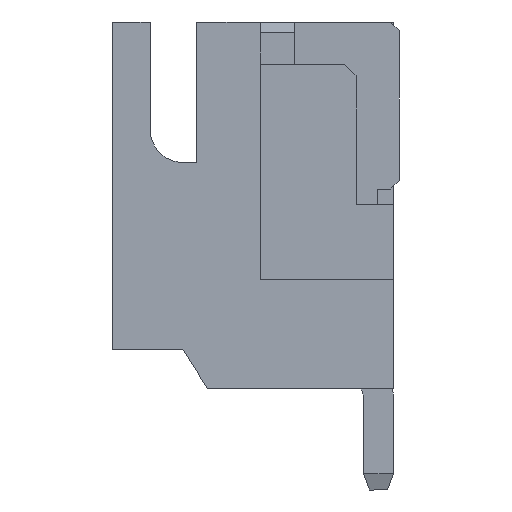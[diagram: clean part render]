
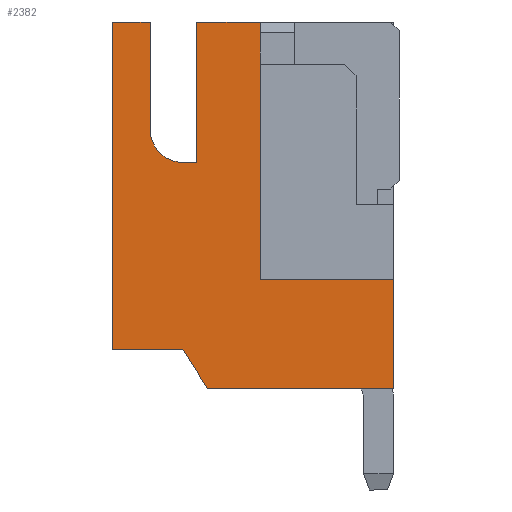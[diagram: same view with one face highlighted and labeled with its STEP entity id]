
A CAD part, left-side view. The second image highlights one B-rep face of the part: STEP entity #2382.
In plain terms, the highlighted planar face has unit normal (-1, 0, 0).
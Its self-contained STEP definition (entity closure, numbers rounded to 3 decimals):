
#21 = VERTEX_POINT ( 'NONE', #401 ) ;
#54 = ORIENTED_EDGE ( 'NONE', *, *, #1533, .F. ) ;
#69 = VERTEX_POINT ( 'NONE', #3267 ) ;
#72 = CARTESIAN_POINT ( 'NONE',  ( -5.025, 2.975, -0.5 ) ) ;
#79 = ORIENTED_EDGE ( 'NONE', *, *, #4073, .F. ) ;
#153 = LINE ( 'NONE', #3424, #3133 ) ;
#225 = LINE ( 'NONE', #575, #877 ) ;
#273 = DIRECTION ( 'NONE',  ( 0., 0., 1. ) ) ;
#277 = EDGE_CURVE ( 'NONE', #2240, #1061, #153, .T. ) ;
#371 = VECTOR ( 'NONE', #3314, 1000. ) ;
#401 = CARTESIAN_POINT ( 'NONE',  ( -5.025, 4.625, -2. ) ) ;
#417 = VERTEX_POINT ( 'NONE', #2784 ) ;
#432 = ORIENTED_EDGE ( 'NONE', *, *, #950, .F. ) ;
#455 = CARTESIAN_POINT ( 'NONE',  ( -5.025, 5.325, 2.7 ) ) ;
#502 = ORIENTED_EDGE ( 'NONE', *, *, #2759, .F. ) ;
#545 = VECTOR ( 'NONE', #3554, 1000. ) ;
#575 = CARTESIAN_POINT ( 'NONE',  ( -5.025, 6.125, 5. ) ) ;
#612 = ORIENTED_EDGE ( 'NONE', *, *, #3709, .F. ) ;
#706 = CARTESIAN_POINT ( 'NONE',  ( -5.025, 4.625, -2. ) ) ;
#768 = LINE ( 'NONE', #1137, #371 ) ;
#851 = LINE ( 'NONE', #1906, #1922 ) ;
#877 = VECTOR ( 'NONE', #273, 1000. ) ;
#950 = EDGE_CURVE ( 'NONE', #4227, #4039, #768, .T. ) ;
#965 = VERTEX_POINT ( 'NONE', #3262 ) ;
#995 = LINE ( 'NONE', #4587, #4370 ) ;
#1009 = VECTOR ( 'NONE', #3860, 1000. ) ;
#1039 = DIRECTION ( 'NONE',  ( 0., 0., -1. ) ) ;
#1061 = VERTEX_POINT ( 'NONE', #4526 ) ;
#1070 = CARTESIAN_POINT ( 'NONE',  ( -5.025, 2.975, 5. ) ) ;
#1090 = EDGE_CURVE ( 'NONE', #4595, #965, #1934, .T. ) ;
#1137 = CARTESIAN_POINT ( 'NONE',  ( -5.025, 2.975, 5. ) ) ;
#1168 = EDGE_CURVE ( 'NONE', #21, #3745, #995, .T. ) ;
#1181 = VECTOR ( 'NONE', #2530, 1000. ) ;
#1278 = CARTESIAN_POINT ( 'NONE',  ( -5.025, 4.325, 5. ) ) ;
#1389 = VECTOR ( 'NONE', #1801, 1000. ) ;
#1416 = DIRECTION ( 'NONE',  ( 0., 1., 0. ) ) ;
#1425 = LINE ( 'NONE', #3217, #4122 ) ;
#1472 = DIRECTION ( 'NONE',  ( 0., 1., 0. ) ) ;
#1474 = CARTESIAN_POINT ( 'NONE',  ( -5.025, 5.325, 5. ) ) ;
#1491 = ORIENTED_EDGE ( 'NONE', *, *, #1168, .F. ) ;
#1533 = EDGE_CURVE ( 'NONE', #3040, #3110, #1950, .T. ) ;
#1688 = ORIENTED_EDGE ( 'NONE', *, *, #3351, .F. ) ;
#1735 = CARTESIAN_POINT ( 'NONE',  ( -5.025, 4.625, 2.7 ) ) ;
#1801 = DIRECTION ( 'NONE',  ( 0., -1., 0. ) ) ;
#1906 = CARTESIAN_POINT ( 'NONE',  ( -5.025, 4.325, 2. ) ) ;
#1922 = VECTOR ( 'NONE', #3021, 1000. ) ;
#1934 = LINE ( 'NONE', #1278, #3357 ) ;
#1950 = LINE ( 'NONE', #2647, #3308 ) ;
#1955 = DIRECTION ( 'NONE',  ( 0., 0., 1. ) ) ;
#1957 = CARTESIAN_POINT ( 'NONE',  ( -5.025, 0.125, -0.5 ) ) ;
#2004 = LINE ( 'NONE', #4057, #1009 ) ;
#2074 = CARTESIAN_POINT ( 'NONE',  ( -5.025, 0., 0. ) ) ;
#2099 = EDGE_LOOP ( 'NONE', ( #1688, #4438, #2696, #612, #54, #2136, #502, #1491, #3652, #2273, #4179, #79, #432 ) ) ;
#2136 = ORIENTED_EDGE ( 'NONE', *, *, #4214, .F. ) ;
#2149 = AXIS2_PLACEMENT_3D ( 'NONE', #2074, #3871, #1039 ) ;
#2240 = VERTEX_POINT ( 'NONE', #1957 ) ;
#2273 = ORIENTED_EDGE ( 'NONE', *, *, #3634, .F. ) ;
#2320 = DIRECTION ( 'NONE',  ( 0., 0., -1. ) ) ;
#2382 = ADVANCED_FACE ( 'NONE', ( #3541 ), #4504, .T. ) ;
#2498 = LINE ( 'NONE', #1474, #1389 ) ;
#2530 = DIRECTION ( 'NONE',  ( 0., 0.537, 0.843 ) ) ;
#2605 = EDGE_CURVE ( 'NONE', #69, #4595, #851, .T. ) ;
#2647 = CARTESIAN_POINT ( 'NONE',  ( -5.025, 5.325, 2.7 ) ) ;
#2696 = ORIENTED_EDGE ( 'NONE', *, *, #2605, .F. ) ;
#2697 = AXIS2_PLACEMENT_3D ( 'NONE', #1735, #2866, #2892 ) ;
#2759 = EDGE_CURVE ( 'NONE', #3745, #417, #225, .T. ) ;
#2784 = CARTESIAN_POINT ( 'NONE',  ( -5.025, 6.125, 5. ) ) ;
#2866 = DIRECTION ( 'NONE',  ( -1., 0., 0. ) ) ;
#2885 = EDGE_CURVE ( 'NONE', #3016, #21, #3273, .T. ) ;
#2892 = DIRECTION ( 'NONE',  ( 0., 0., -1. ) ) ;
#2996 = CIRCLE ( 'NONE', #2697, 0.7 ) ;
#3015 = CARTESIAN_POINT ( 'NONE',  ( -5.025, 5.325, 5. ) ) ;
#3016 = VERTEX_POINT ( 'NONE', #3934 ) ;
#3021 = DIRECTION ( 'NONE',  ( 0., -1., 0. ) ) ;
#3040 = VERTEX_POINT ( 'NONE', #3015 ) ;
#3110 = VERTEX_POINT ( 'NONE', #455 ) ;
#3133 = VECTOR ( 'NONE', #2320, 1000. ) ;
#3217 = CARTESIAN_POINT ( 'NONE',  ( -5.025, 4.099, -2.825 ) ) ;
#3262 = CARTESIAN_POINT ( 'NONE',  ( -5.025, 4.325, 5. ) ) ;
#3267 = CARTESIAN_POINT ( 'NONE',  ( -5.025, 4.625, 2. ) ) ;
#3273 = LINE ( 'NONE', #706, #1181 ) ;
#3308 = VECTOR ( 'NONE', #4128, 1000. ) ;
#3314 = DIRECTION ( 'NONE',  ( 0., 0., -1. ) ) ;
#3351 = EDGE_CURVE ( 'NONE', #965, #4227, #4325, .T. ) ;
#3357 = VECTOR ( 'NONE', #1955, 1000. ) ;
#3424 = CARTESIAN_POINT ( 'NONE',  ( -5.025, 0.125, -2.825 ) ) ;
#3439 = CARTESIAN_POINT ( 'NONE',  ( -5.025, 4.325, 2. ) ) ;
#3541 = FACE_OUTER_BOUND ( 'NONE', #2099, .T. ) ;
#3554 = DIRECTION ( 'NONE',  ( 0., -1., 0. ) ) ;
#3634 = EDGE_CURVE ( 'NONE', #1061, #3016, #1425, .T. ) ;
#3652 = ORIENTED_EDGE ( 'NONE', *, *, #2885, .F. ) ;
#3709 = EDGE_CURVE ( 'NONE', #3110, #69, #2996, .T. ) ;
#3745 = VERTEX_POINT ( 'NONE', #4250 ) ;
#3860 = DIRECTION ( 'NONE',  ( 0., -1., 0. ) ) ;
#3871 = DIRECTION ( 'NONE',  ( -1., 0., 0. ) ) ;
#3934 = CARTESIAN_POINT ( 'NONE',  ( -5.025, 4.099, -2.825 ) ) ;
#4039 = VERTEX_POINT ( 'NONE', #72 ) ;
#4057 = CARTESIAN_POINT ( 'NONE',  ( -5.025, 2.975, -0.5 ) ) ;
#4073 = EDGE_CURVE ( 'NONE', #4039, #2240, #2004, .T. ) ;
#4122 = VECTOR ( 'NONE', #1472, 1000. ) ;
#4128 = DIRECTION ( 'NONE',  ( 0., 0., -1. ) ) ;
#4179 = ORIENTED_EDGE ( 'NONE', *, *, #277, .F. ) ;
#4214 = EDGE_CURVE ( 'NONE', #417, #3040, #2498, .T. ) ;
#4227 = VERTEX_POINT ( 'NONE', #1070 ) ;
#4250 = CARTESIAN_POINT ( 'NONE',  ( -5.025, 6.125, -2. ) ) ;
#4325 = LINE ( 'NONE', #4600, #545 ) ;
#4370 = VECTOR ( 'NONE', #1416, 1000. ) ;
#4438 = ORIENTED_EDGE ( 'NONE', *, *, #1090, .F. ) ;
#4504 = PLANE ( 'NONE',  #2149 ) ;
#4526 = CARTESIAN_POINT ( 'NONE',  ( -5.025, 0.125, -2.825 ) ) ;
#4587 = CARTESIAN_POINT ( 'NONE',  ( -5.025, 6.125, -2. ) ) ;
#4595 = VERTEX_POINT ( 'NONE', #3439 ) ;
#4600 = CARTESIAN_POINT ( 'NONE',  ( -5.025, 0.125, 5. ) ) ;
